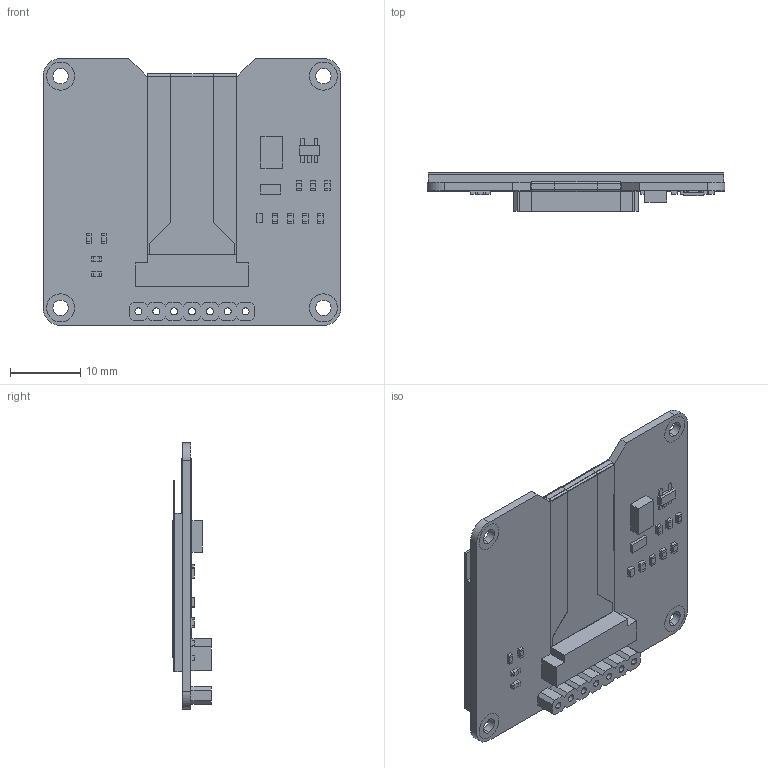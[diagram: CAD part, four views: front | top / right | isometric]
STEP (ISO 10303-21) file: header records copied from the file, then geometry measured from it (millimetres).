
FILE_DESCRIPTION (( 'STEP AP214' ), '1' );
FILE_NAME ('AOM12864A0-1.54WW-ANO.STEP', '2022-01-12T01:48:17', ( '' ), ( '' ), 'SwSTEP 2.0', 'SolidWorks 2017', '' );
FILE_SCHEMA (( 'AUTOMOTIVE_DESIGN' ));
Length unit declared in the file: millimetre
Products named in the file (1): AOM12864A0-1.54WW-ANO
Bounding box: 42.4 x 5.5 x 38 mm (x, y, z)
Volume: 3586.5 mm3; surface area: 9128.5 mm2
Topology: 63 solids, 63 shells, 530 faces, 1208 edges, 804 vertices
Faces by surface type: plane 426, cylinder 104
Entity records: 15492 total; most frequent: CARTESIAN_POINT 2543, DIRECTION 2478, ORIENTED_EDGE 2416, EDGE_CURVE 1208, LINE 1000, VECTOR 1000, VERTEX_POINT 804, AXIS2_PLACEMENT_3D 739
